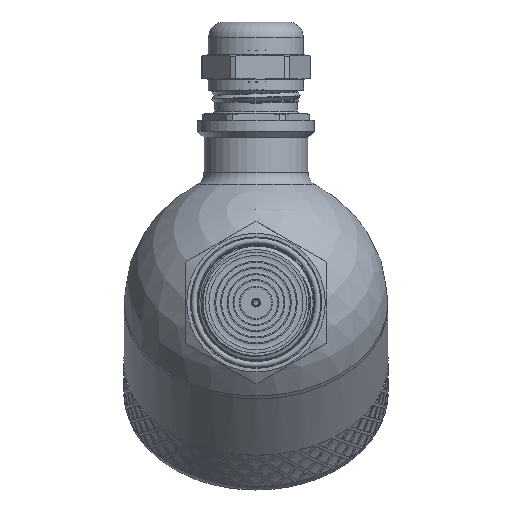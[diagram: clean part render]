
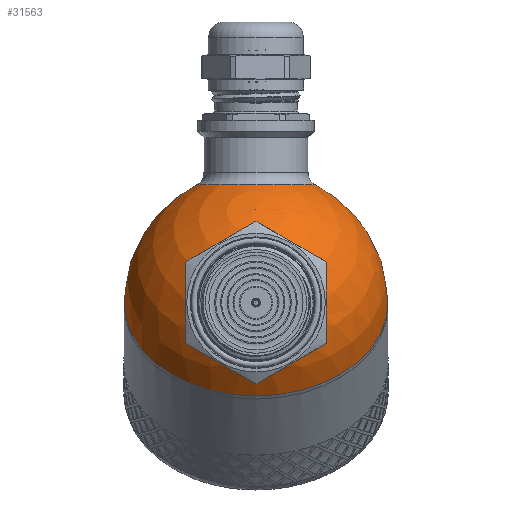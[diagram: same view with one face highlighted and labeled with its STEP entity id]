
A CAD part, left-side view. The second image highlights one B-rep face of the part: STEP entity #31563.
In plain terms, the highlighted spherical face has radius 30 mm.
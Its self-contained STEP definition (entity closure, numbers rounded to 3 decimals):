
#16=SPHERICAL_SURFACE('',#33139,30.);
#723=FACE_BOUND('',#10940,.T.);
#724=FACE_BOUND('',#10941,.T.);
#8786=FACE_OUTER_BOUND('',#10939,.T.);
#10939=EDGE_LOOP('',(#28565,#28566,#28567,#28568));
#10940=EDGE_LOOP('',(#28569));
#10941=EDGE_LOOP('',(#28570));
#11674=CIRCLE('',#33136,15.643);
#11677=CIRCLE('',#33140,30.);
#11678=CIRCLE('',#33141,30.);
#11679=CIRCLE('',#33142,30.);
#11680=CIRCLE('',#33143,13.5);
#14709=VERTEX_POINT('',#74202);
#14711=VERTEX_POINT('',#74208);
#14712=VERTEX_POINT('',#74209);
#14713=VERTEX_POINT('',#74211);
#14714=VERTEX_POINT('',#74214);
#19373=EDGE_CURVE('',#14709,#14709,#11674,.T.);
#19376=EDGE_CURVE('',#14711,#14712,#11677,.T.);
#19377=EDGE_CURVE('',#14711,#14713,#11678,.T.);
#19378=EDGE_CURVE('',#14712,#14711,#11679,.T.);
#19379=EDGE_CURVE('',#14714,#14714,#11680,.T.);
#28565=ORIENTED_EDGE('',*,*,#19376,.F.);
#28566=ORIENTED_EDGE('',*,*,#19377,.T.);
#28567=ORIENTED_EDGE('',*,*,#19377,.F.);
#28568=ORIENTED_EDGE('',*,*,#19378,.F.);
#28569=ORIENTED_EDGE('',*,*,#19373,.F.);
#28570=ORIENTED_EDGE('',*,*,#19379,.F.);
#31563=ADVANCED_FACE('',(#8786,#723,#724),#16,.T.);
#33136=AXIS2_PLACEMENT_3D('',#74203,#36828,#36829);
#33139=AXIS2_PLACEMENT_3D('',#74207,#36834,#36835);
#33140=AXIS2_PLACEMENT_3D('',#74210,#36836,#36837);
#33141=AXIS2_PLACEMENT_3D('',#74212,#36838,#36839);
#33142=AXIS2_PLACEMENT_3D('',#74213,#36840,#36841);
#33143=AXIS2_PLACEMENT_3D('',#74215,#36842,#36843);
#36828=DIRECTION('center_axis',(-0.707,0.,0.707));
#36829=DIRECTION('ref_axis',(0.707,0.,0.707));
#36834=DIRECTION('center_axis',(1.,0.,0.));
#36835=DIRECTION('ref_axis',(0.,-1.,0.));
#36836=DIRECTION('center_axis',(1.,0.,0.));
#36837=DIRECTION('ref_axis',(0.,1.,0.));
#36838=DIRECTION('center_axis',(0.,0.,1.));
#36839=DIRECTION('ref_axis',(0.,1.,0.));
#36840=DIRECTION('center_axis',(1.,0.,0.));
#36841=DIRECTION('ref_axis',(0.,1.,0.));
#36842=DIRECTION('center_axis',(-0.707,0.,-0.707));
#36843=DIRECTION('ref_axis',(-0.707,0.,0.707));
#74202=CARTESIAN_POINT('',(-29.162,0.,7.04));
#74203=CARTESIAN_POINT('Origin',(-18.101,0.,18.101));
#74207=CARTESIAN_POINT('Origin',(0.,0.,0.));
#74208=CARTESIAN_POINT('',(0.,30.,0.));
#74209=CARTESIAN_POINT('',(0.,-30.,0.));
#74210=CARTESIAN_POINT('Origin',(0.,0.,0.));
#74211=CARTESIAN_POINT('',(-30.,0.,0.));
#74212=CARTESIAN_POINT('Origin',(0.,0.,0.));
#74213=CARTESIAN_POINT('Origin',(0.,0.,0.));
#74214=CARTESIAN_POINT('',(-9.398,0.,-28.49));
#74215=CARTESIAN_POINT('Origin',(-18.944,0.,-18.944));
